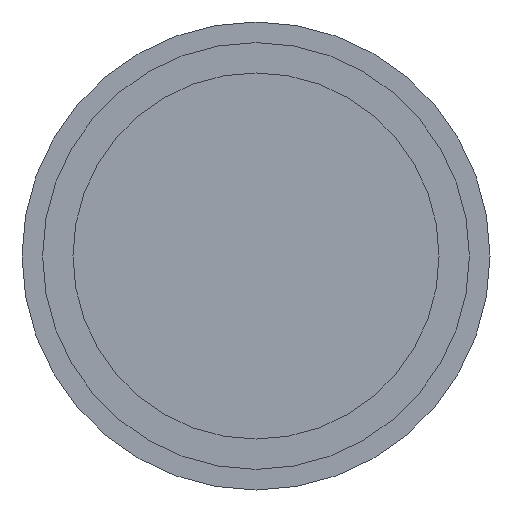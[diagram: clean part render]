
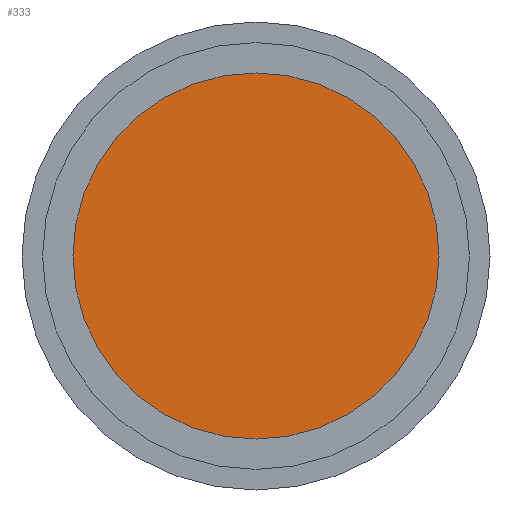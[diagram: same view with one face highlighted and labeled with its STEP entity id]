
A CAD part, front view. The second image highlights one B-rep face of the part: STEP entity #333.
In plain terms, the highlighted planar face has unit normal (0, -1, 0).
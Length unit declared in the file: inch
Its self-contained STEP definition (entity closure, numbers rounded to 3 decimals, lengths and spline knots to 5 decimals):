
#21 = EDGE_LOOP ( 'NONE', ( #416, #457 ) ) ;
#35 = DIRECTION ( 'NONE',  ( 0., -1., 0. ) ) ;
#67 = CARTESIAN_POINT ( 'NONE',  ( 0., 0., -0.133 ) ) ;
#76 = DIRECTION ( 'NONE',  ( 0., 0., -1. ) ) ;
#81 = AXIS2_PLACEMENT_3D ( 'NONE', #295, #347, #76 ) ;
#87 = CIRCLE ( 'NONE', #193, 0.133 ) ;
#98 = AXIS2_PLACEMENT_3D ( 'NONE', #448, #177, #498 ) ;
#117 = CARTESIAN_POINT ( 'NONE',  ( 0., 0., 0.133 ) ) ;
#121 = VERTEX_POINT ( 'NONE', #67 ) ;
#123 = VERTEX_POINT ( 'NONE', #117 ) ;
#125 = EDGE_CURVE ( 'NONE', #123, #121, #87, .T. ) ;
#177 = DIRECTION ( 'NONE',  ( 0., -1., 0. ) ) ;
#193 = AXIS2_PLACEMENT_3D ( 'NONE', #289, #35, #334 ) ;
#289 = CARTESIAN_POINT ( 'NONE',  ( 0., 0., 0. ) ) ;
#295 = CARTESIAN_POINT ( 'NONE',  ( 0.133, 0., 0. ) ) ;
#333 = ADVANCED_FACE ( 'NONE', ( #433 ), #574, .T. ) ;
#334 = DIRECTION ( 'NONE',  ( 0., 0., -1. ) ) ;
#347 = DIRECTION ( 'NONE',  ( 0., -1., 0. ) ) ;
#394 = CIRCLE ( 'NONE', #98, 0.133 ) ;
#416 = ORIENTED_EDGE ( 'NONE', *, *, #445, .T. ) ;
#433 = FACE_OUTER_BOUND ( 'NONE', #21, .T. ) ;
#445 = EDGE_CURVE ( 'NONE', #121, #123, #394, .T. ) ;
#448 = CARTESIAN_POINT ( 'NONE',  ( 0., 0., 0. ) ) ;
#457 = ORIENTED_EDGE ( 'NONE', *, *, #125, .T. ) ;
#498 = DIRECTION ( 'NONE',  ( 0., 0., -1. ) ) ;
#574 = PLANE ( 'NONE',  #81 ) ;
